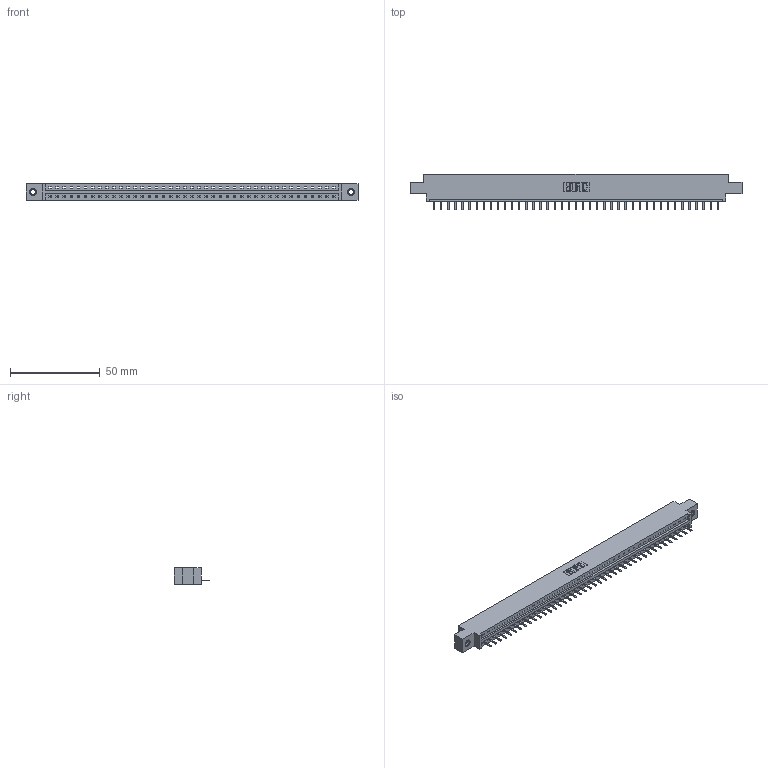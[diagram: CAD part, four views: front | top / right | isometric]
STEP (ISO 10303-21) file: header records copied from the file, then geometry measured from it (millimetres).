
FILE_DESCRIPTION (( 'STEP AP203' ), '1' );
FILE_NAME ('387-041-520-607.STEP', '2019-10-04T19:22:00', ( '' ), ( '' ), 'SwSTEP 2.0', 'SolidWorks 2016', '' );
FILE_SCHEMA (( 'CONFIG_CONTROL_DESIGN' ));
Length unit declared in the file: inch
Products named in the file (4): 345-250-001_345-250-005-103; 345-292-001_345-293-120; 337 Part_0.170 Offset - 0.156 Dia-TI; 387-041-520-607
Assembly tree (44 placements, depth 2):
  387-041-520-607
    337 Part_0.170 Offset - 0.156 Dia-TI
    345-292-001_345-293-120  x41
    345-250-001_345-250-005-103  x2
Bounding box: 185.47 x 20.02 x 9.4 mm (x, y, z)
Volume: 19015.1 mm3; surface area: 19356.7 mm2
Topology: 44 solids, 44 shells, 2884 faces, 8495 edges, 5546 vertices
Faces by surface type: plane 2074, cylinder 794, cone 12, torus 4
Entity records: 32038 total; most frequent: CARTESIAN_POINT 5572, ORIENTED_EDGE 5530, DIRECTION 4713, EDGE_CURVE 2765, LINE 2613, VECTOR 2613, VERTEX_POINT 1836, AXIS2_PLACEMENT_3D 1050
